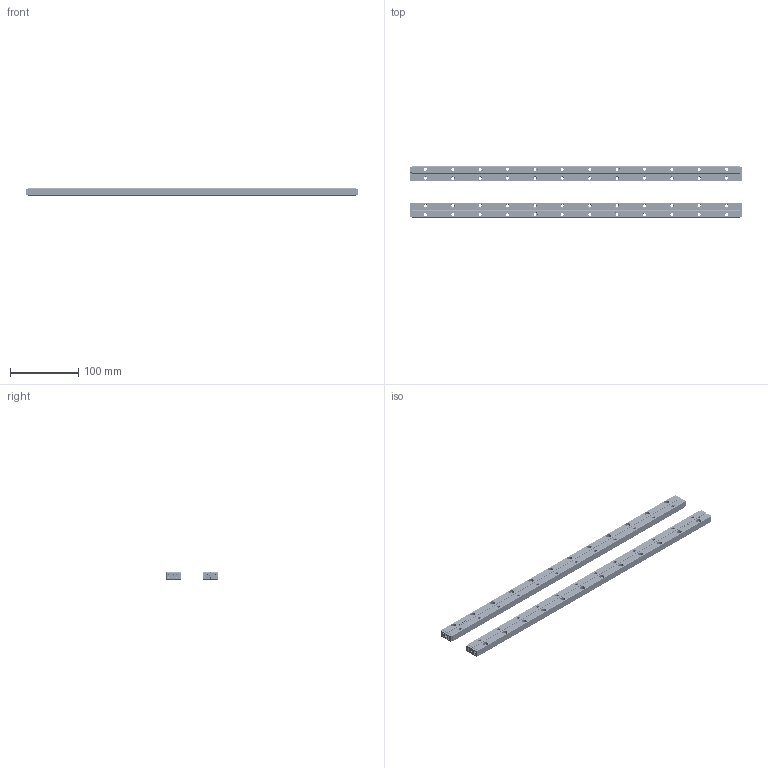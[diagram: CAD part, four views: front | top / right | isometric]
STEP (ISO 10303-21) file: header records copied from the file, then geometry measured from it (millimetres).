
FILE_DESCRIPTION(/* description */ (''),/* implementation_level */ '2;1');
FILE_NAME(/* name */ 'Set RSDE-4480x74KRE_stp_stp.stp',/* time_stamp */ '2025-06-03T09:50:35+02:00',/* author */ (''),/* organization */ (''),/* preprocessor_version */ 'ST-DEVELOPER v16.7',/* originating_system */ 'SIEMENS PLM Software NX 12.0',/* authorisation */ '');
FILE_SCHEMA (('AUTOMOTIVE_DESIGN { 1 0 10303 214 3 1 1 1 }'));
Products named in the file (1): Set RSDE-4480x74KRE_stp_stp
Bounding box: 485.1 x 75 x 11 mm (x, y, z)
Volume: 203568.7 mm3; surface area: 113086.8 mm2
Topology: 116 solids, 116 shells, 5232 faces, 14096 edges, 9196 vertices
Faces by surface type: plane 2060, cylinder 1788, torus 712, bspline 360, cone 312
Full cylindrical faces by diameter (mm): 0.5 x368, 2 x88, 2.6 x8, 3 x8, 3.2 x16, 4 x88, 4.2 x48, 7.5 x48
Entity records: 173658 total; most frequent: CARTESIAN_POINT 36644, DIRECTION 26886, ORIENTED_EDGE 25512, EDGE_CURVE 12756, AXIS2_PLACEMENT_3D 10369, VERTEX_POINT 8848, EDGE_LOOP 7148, LINE 6148
